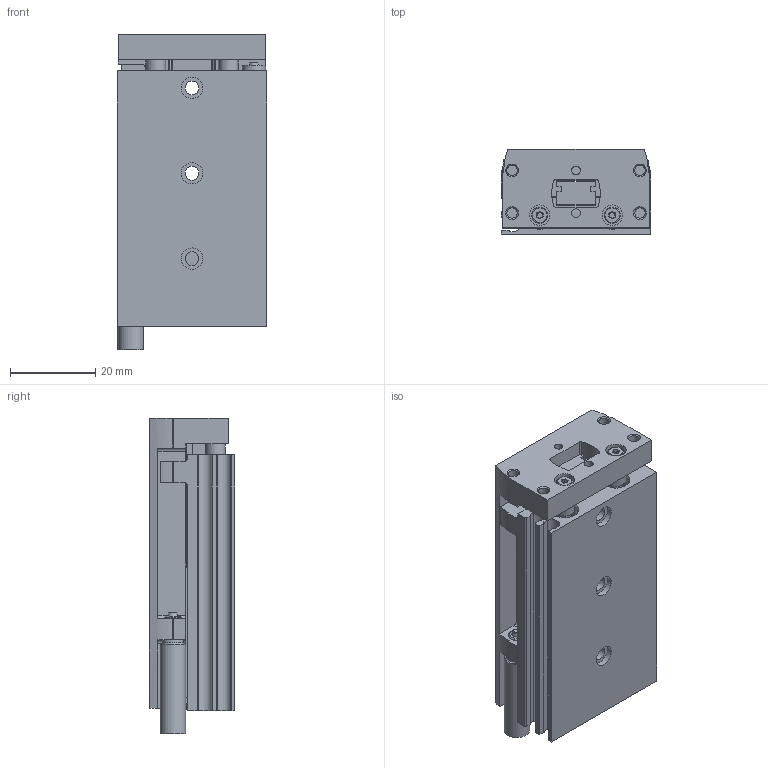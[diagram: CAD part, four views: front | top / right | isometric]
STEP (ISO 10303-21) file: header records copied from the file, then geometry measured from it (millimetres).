
FILE_DESCRIPTION(/* description */ ('STEP AP214'),/* implementation_level */ '2;1');
FILE_NAME(/* name */ '8085107_DGST-6-30-PA',/* time_stamp */ '2024-08-16T07:53:21+02:00',/* author */ ('License CC BY-ND 4.0'),/* organization */ ('CADENAS'),/* preprocessor_version */ 'ST-DEVELOPER v19.3',/* originating_system */ 'PARTsolutions',/* authorisation */ ' ');
FILE_SCHEMA (('AUTOMOTIVE_DESIGN {1 0 10303 214 3 1 1}'));
Length unit declared in the file: millimetre
Products named in the file (5): 8085107 DGST-6-30-PA---(0-high); 8073891 DGST-6-30---P---(mechanical-high)h; 8073891 DGST-6-30---(mechanical-high)s; 8074423 DYEF-G8-M4x0.5; 699436 DGSL-4-P
Assembly tree (6 placements, depth 2):
  8085107 DGST-6-30-PA---(0-high)
    8073891 DGST-6-30---P---(mechanical-high)h
    8073891 DGST-6-30---(mechanical-high)s
    8074423 DYEF-G8-M4x0.5  x2
    699436 DGSL-4-P  x2
Bounding box: 35 x 20 x 74 mm (x, y, z)
Volume: 36492.1 mm3; surface area: 23577.6 mm2
Topology: 6 solids, 6 shells, 497 faces, 1165 edges, 747 vertices
Faces by surface type: plane 220, cylinder 216, cone 47, torus 14
Full cylindrical faces by diameter (mm): 1.5 x2, 2 x2, 2.459 x12, 2.8 x1, 3 x4, 3.242 x3, 3.459 x4, 3.8 x2, 4 x2, 4.1 x2, 4.6 x2, 4.8 x2, 5 x7, 5.5 x5, 6 x20
Entity records: 14209 total; most frequent: DIRECTION 2347, CARTESIAN_POINT 2171, ORIENTED_EDGE 1938, EDGE_CURVE 969, AXIS2_PLACEMENT_3D 933, VERTEX_POINT 695, FACE_BOUND 640, EDGE_LOOP 639
